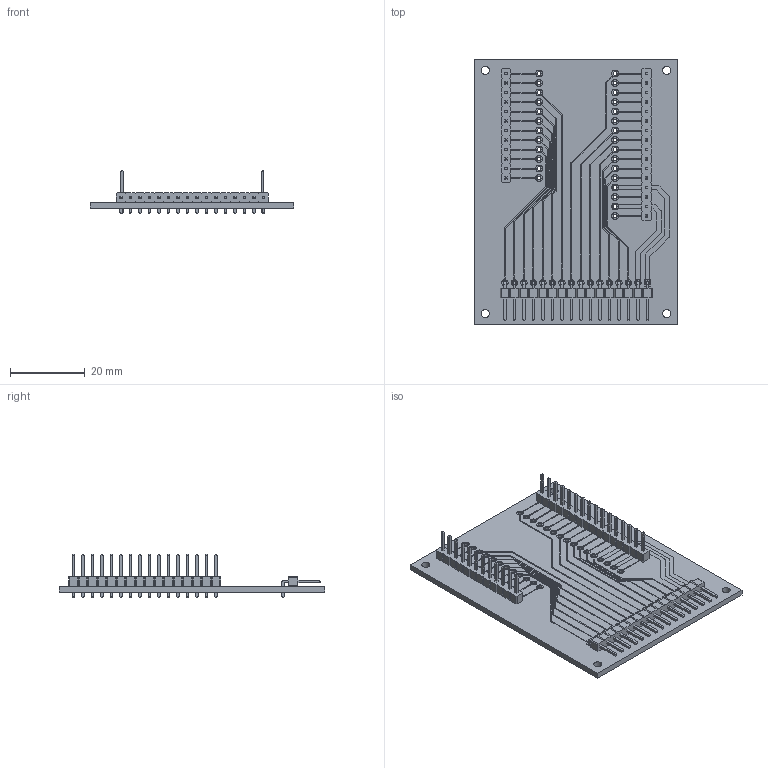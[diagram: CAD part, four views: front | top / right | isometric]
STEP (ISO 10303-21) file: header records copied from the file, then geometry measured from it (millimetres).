
FILE_DESCRIPTION(('FreeCAD Model'),'2;1');
FILE_NAME('Open CASCADE Shape Model','2021-11-13T13:35:24',('Author'),( ''),'Open CASCADE STEP processor 7.5','FreeCAD','Unknown');
FILE_SCHEMA(('AUTOMOTIVE_DESIGN { 1 0 10303 214 1 1 1 1 }'));
Length unit declared in the file: millimetre
Products named in the file (11): controller; Board_Geoms_2cbe; Pcb_2cbe; topPads_2cbe; topTracks_2cbe; botPads_2cbe; Step_Models_2cbe; Top_2cbe; J3_PinHeader_1x16_P254mm_Horizontal_6185DDD9; J2_PinHeader_1x16_P254mm_Vertical_6185DCF0; J1_PinHeader_1x12_P254mm_Vertical_6185DCCC
Assembly tree (10 placements, depth 4):
  controller
    Board_Geoms_2cbe
      Pcb_2cbe
      topPads_2cbe
      topTracks_2cbe
      botPads_2cbe
    Step_Models_2cbe
      Top_2cbe
        J3_PinHeader_1x16_P254mm_Horizontal_6185DDD9
        J2_PinHeader_1x16_P254mm_Vertical_6185DCF0
        J1_PinHeader_1x12_P254mm_Vertical_6185DCCC
Bounding box: 54.5 x 71 x 11.54 mm (x, y, z)
Volume: 6960.1 mm3; surface area: 11228.5 mm2
Topology: 4 solids, 190 shells, 1384 faces, 3859 edges, 2757 vertices
Faces by surface type: plane 1292, cylinder 92
Full cylindrical faces by diameter (mm): 1 x72, 2.2 x4
Entity records: 54478 total; most frequent: CARTESIAN_POINT 8011, DIRECTION 7541, ORIENTED_EDGE 6813, EDGE_CURVE 3859, LINE 2967, VECTOR 2967, VERTEX_POINT 2757, AXIS2_PLACEMENT_3D 2287
